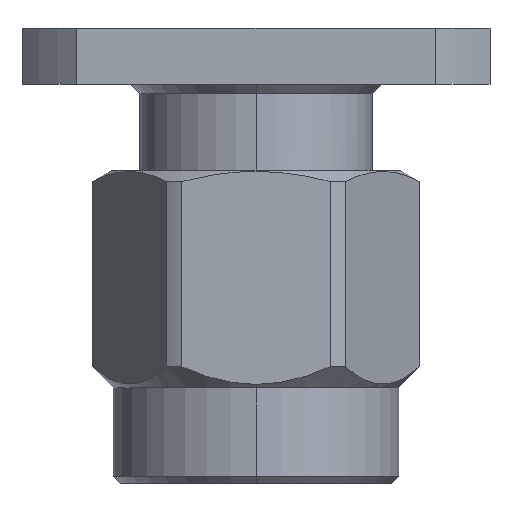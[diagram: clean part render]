
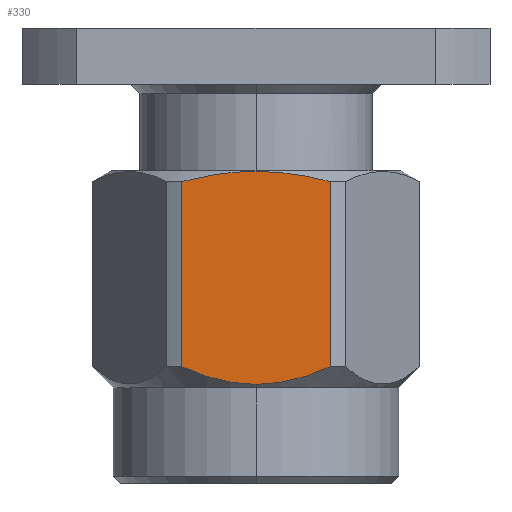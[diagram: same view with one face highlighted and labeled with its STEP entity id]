
A CAD part, left-side view. The second image highlights one B-rep face of the part: STEP entity #330.
In plain terms, the highlighted planar face has unit normal (-1, 0, 0).
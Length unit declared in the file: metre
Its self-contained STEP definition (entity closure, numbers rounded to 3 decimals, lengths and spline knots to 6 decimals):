
#110 = CARTESIAN_POINT ( 'NONE',  ( -0.00397, -0.00201, -0.009185 ) ) ;
#181 = CARTESIAN_POINT ( 'NONE',  ( -0.00397, 0.001684, -0.004075 ) ) ;
#186 = ORIENTED_EDGE ( 'NONE', *, *, #1561, .T. ) ;
#228 = CARTESIAN_POINT ( 'NONE',  ( -0.00397, -0.000676, -0.003908 ) ) ;
#267 = VERTEX_POINT ( 'NONE', #922 ) ;
#291 = CARTESIAN_POINT ( 'NONE',  ( -0.00397, -0.00035, -0.009665 ) ) ;
#330 = ADVANCED_FACE ( 'NONE', ( #3088 ), #952, .T. ) ;
#464 = CARTESIAN_POINT ( 'NONE',  ( -0.00397, 0.000682, -0.003909 ) ) ;
#493 = ORIENTED_EDGE ( 'NONE', *, *, #665, .T. ) ;
#495 = CARTESIAN_POINT ( 'NONE',  ( -0.00397, -0.001681, -0.004074 ) ) ;
#559 = CARTESIAN_POINT ( 'NONE',  ( -0.00397, -0.001364, -0.00945 ) ) ;
#590 = VERTEX_POINT ( 'NONE', #1279 ) ;
#665 = EDGE_CURVE ( 'NONE', #590, #2150, #1906, .T. ) ;
#723 = VERTEX_POINT ( 'NONE', #1865 ) ;
#731 = CARTESIAN_POINT ( 'NONE',  ( -0.00397, 0., -0.003883 ) ) ;
#825 = CARTESIAN_POINT ( 'NONE',  ( -0.00397, -0.00201, -0.009185 ) ) ;
#847 = ORIENTED_EDGE ( 'NONE', *, *, #1157, .T. ) ;
#921 = CARTESIAN_POINT ( 'NONE',  ( -0.00397, 0., -0.009665 ) ) ;
#922 = CARTESIAN_POINT ( 'NONE',  ( -0.00397, -0.00201, -0.00416 ) ) ;
#952 = PLANE ( 'NONE',  #2194 ) ;
#1036 = CARTESIAN_POINT ( 'NONE',  ( -0.00397, -0.00201, -0.00501 ) ) ;
#1069 = EDGE_LOOP ( 'NONE', ( #847, #493, #186, #1186, #3054, #1451 ) ) ;
#1132 = B_SPLINE_CURVE_WITH_KNOTS ( 'NONE', 3,
 ( #2575, #181, #2060, #464, #2330, #731 ),
 .UNSPECIFIED., .F., .F.,
 ( 4, 2, 4 ),
 ( 0.001989, 0.003, 0.004011 ),
 .UNSPECIFIED. ) ;
#1157 = EDGE_CURVE ( 'NONE', #723, #590, #1619, .T. ) ;
#1186 = ORIENTED_EDGE ( 'NONE', *, *, #2623, .T. ) ;
#1208 = EDGE_CURVE ( 'NONE', #2753, #267, #2270, .T. ) ;
#1229 = DIRECTION ( 'NONE',  ( 0., -1., 0. ) ) ;
#1279 = CARTESIAN_POINT ( 'NONE',  ( -0.00397, 0.00201, -0.009185 ) ) ;
#1284 = DIRECTION ( 'NONE',  ( 0., 0., -1. ) ) ;
#1321 = CARTESIAN_POINT ( 'NONE',  ( -0.00397, 0.000693, -0.009618 ) ) ;
#1451 = ORIENTED_EDGE ( 'NONE', *, *, #2518, .F. ) ;
#1561 = EDGE_CURVE ( 'NONE', #2150, #3239, #2612, .T. ) ;
#1563 = CARTESIAN_POINT ( 'NONE',  ( -0.00397, 0., -0.003883 ) ) ;
#1589 = CARTESIAN_POINT ( 'NONE',  ( -0.00397, 0., -0.009665 ) ) ;
#1619 = LINE ( 'NONE', #2869, #3041 ) ;
#1749 = CARTESIAN_POINT ( 'NONE',  ( -0.00397, 0.002292, -0.01236 ) ) ;
#1840 = DIRECTION ( 'NONE',  ( 0., 0., 1. ) ) ;
#1848 = CARTESIAN_POINT ( 'NONE',  ( -0.00397, 0.00201, -0.009185 ) ) ;
#1865 = CARTESIAN_POINT ( 'NONE',  ( -0.00397, 0.00201, -0.00416 ) ) ;
#1906 = B_SPLINE_CURVE_WITH_KNOTS ( 'NONE', 3,
 ( #1848, #3187, #2913, #1321, #3203, #1589 ),
 .UNSPECIFIED., .F., .F.,
 ( 4, 2, 4 ),
 ( 0.002768, 0.0038, 0.004832 ),
 .UNSPECIFIED. ) ;
#1927 = CARTESIAN_POINT ( 'NONE',  ( -0.00397, 0., -0.003883 ) ) ;
#2060 = CARTESIAN_POINT ( 'NONE',  ( -0.00397, 0.001354, -0.004005 ) ) ;
#2088 = VECTOR ( 'NONE', #1840, 1. ) ;
#2096 = CARTESIAN_POINT ( 'NONE',  ( -0.00397, -0.001346, -0.004004 ) ) ;
#2150 = VERTEX_POINT ( 'NONE', #921 ) ;
#2154 = CARTESIAN_POINT ( 'NONE',  ( -0.00397, -0.000695, -0.009618 ) ) ;
#2194 = AXIS2_PLACEMENT_3D ( 'NONE', #1749, #2809, #1229 ) ;
#2270 = B_SPLINE_CURVE_WITH_KNOTS ( 'NONE', 3,
 ( #1563, #2885, #228, #2096, #495, #2359 ),
 .UNSPECIFIED., .F., .F.,
 ( 4, 2, 4 ),
 ( 0.004011, 0.005022, 0.006034 ),
 .UNSPECIFIED. ) ;
#2330 = CARTESIAN_POINT ( 'NONE',  ( -0.00397, 0.000339, -0.003883 ) ) ;
#2359 = CARTESIAN_POINT ( 'NONE',  ( -0.00397, -0.00201, -0.00416 ) ) ;
#2425 = CARTESIAN_POINT ( 'NONE',  ( -0.00397, -0.001694, -0.009328 ) ) ;
#2518 = EDGE_CURVE ( 'NONE', #723, #2753, #1132, .T. ) ;
#2575 = CARTESIAN_POINT ( 'NONE',  ( -0.00397, 0.00201, -0.00416 ) ) ;
#2612 = B_SPLINE_CURVE_WITH_KNOTS ( 'NONE', 3,
 ( #3225, #291, #2154, #559, #2425, #825 ),
 .UNSPECIFIED., .F., .F.,
 ( 4, 2, 4 ),
 ( 0.004832, 0.005864, 0.006895 ),
 .UNSPECIFIED. ) ;
#2623 = EDGE_CURVE ( 'NONE', #3239, #267, #2789, .T. ) ;
#2753 = VERTEX_POINT ( 'NONE', #1927 ) ;
#2789 = LINE ( 'NONE', #1036, #2088 ) ;
#2809 = DIRECTION ( 'NONE',  ( -1., 0., 0. ) ) ;
#2869 = CARTESIAN_POINT ( 'NONE',  ( -0.00397, 0.00201, -0.00501 ) ) ;
#2885 = CARTESIAN_POINT ( 'NONE',  ( -0.00397, -0.000339, -0.003883 ) ) ;
#2913 = CARTESIAN_POINT ( 'NONE',  ( -0.00397, 0.001364, -0.00945 ) ) ;
#3041 = VECTOR ( 'NONE', #1284, 1. ) ;
#3054 = ORIENTED_EDGE ( 'NONE', *, *, #1208, .F. ) ;
#3088 = FACE_OUTER_BOUND ( 'NONE', #1069, .T. ) ;
#3187 = CARTESIAN_POINT ( 'NONE',  ( -0.00397, 0.001695, -0.009327 ) ) ;
#3203 = CARTESIAN_POINT ( 'NONE',  ( -0.00397, 0.000351, -0.009665 ) ) ;
#3225 = CARTESIAN_POINT ( 'NONE',  ( -0.00397, 0., -0.009665 ) ) ;
#3239 = VERTEX_POINT ( 'NONE', #110 ) ;
